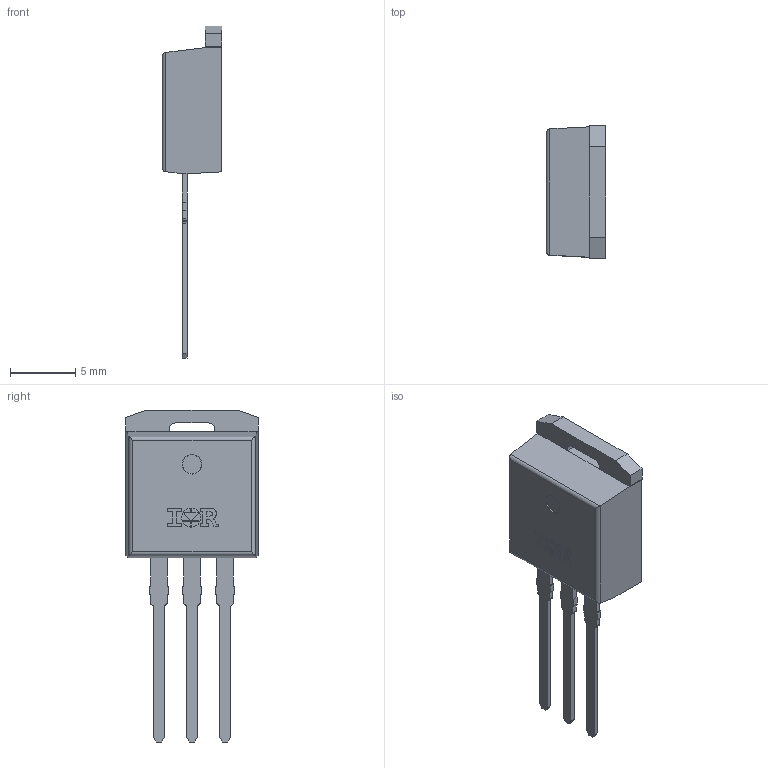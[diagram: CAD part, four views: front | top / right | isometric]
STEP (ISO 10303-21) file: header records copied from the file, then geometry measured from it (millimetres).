
FILE_DESCRIPTION(/* description */ (''),/* implementation_level */ '2;1');
FILE_NAME(/* name */ 'PG-TO262-3-901_Z8B00198597_V01_3D.stp',/* time_stamp */ '2022-06-28T18:05:18+06:00',/* author */ ('janartha'),/* organization */ (''),/* preprocessor_version */ 'ST-DEVELOPER v16.13',/* originating_system */ 'AutoCAD Mechanical',/* authorisation */ '');
FILE_SCHEMA (('AUTOMOTIVE_DESIGN { 1 0 10303 214 3 1 1 }'));
Length unit declared in the file: millimetre
Products named in the file (1): Product
Bounding box: 4.58 x 10.16 x 25.4 mm (x, y, z)
Volume: 456.2 mm3; surface area: 670.4 mm2
Topology: 11 solids, 11 shells, 203 faces, 535 edges, 355 vertices
Faces by surface type: plane 155, cylinder 47, torus 1
Full cylindrical faces by diameter (mm): 1.5 x1
Entity records: 6252 total; most frequent: CARTESIAN_POINT 1092, ORIENTED_EDGE 1066, DIRECTION 1036, EDGE_CURVE 533, LINE 438, VECTOR 438, VERTEX_POINT 355, AXIS2_PLACEMENT_3D 299
